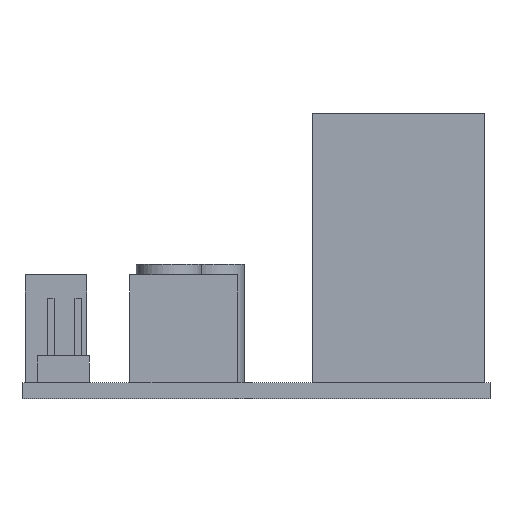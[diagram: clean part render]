
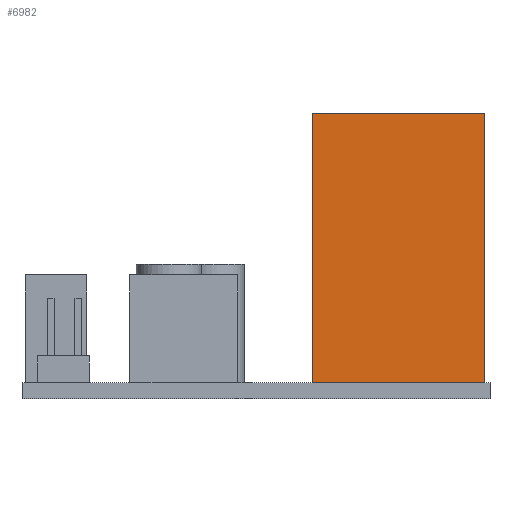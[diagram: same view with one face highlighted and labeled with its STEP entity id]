
A CAD part, front view. The second image highlights one B-rep face of the part: STEP entity #6982.
In plain terms, the highlighted planar face has unit normal (0, -1, 0).
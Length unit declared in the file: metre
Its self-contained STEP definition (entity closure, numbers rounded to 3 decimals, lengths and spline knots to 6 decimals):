
#788 = PLANE('',#789);
#789 = AXIS2_PLACEMENT_3D('',#790,#791,#792);
#790 = CARTESIAN_POINT('',(0.,0.,0.0015));
#791 = DIRECTION('',(0.,0.,1.));
#792 = DIRECTION('',(1.,0.,-0.));
#1204 = PLANE('',#1205);
#1205 = AXIS2_PLACEMENT_3D('',#1206,#1207,#1208);
#1206 = CARTESIAN_POINT('',(0.0339,0.01085,0.0015));
#1207 = DIRECTION('',(0.,0.,1.));
#1208 = DIRECTION('',(1.,0.,-0.));
#1746 = VERTEX_POINT('',#1747);
#1747 = CARTESIAN_POINT('',(0.0429,0.00985,0.0015));
#1768 = EDGE_CURVE('',#1769,#1746,#1771,.T.);
#1769 = VERTEX_POINT('',#1770);
#1770 = CARTESIAN_POINT('',(0.0269,0.00985,0.0015));
#1771 = SURFACE_CURVE('',#1772,(#1776,#1783),.PCURVE_S1.);
#1772 = LINE('',#1773,#1774);
#1773 = CARTESIAN_POINT('',(0.0269,0.00985,0.0015));
#1774 = VECTOR('',#1775,1.);
#1775 = DIRECTION('',(1.,0.,-0.));
#1776 = PCURVE('',#788,#1777);
#1777 = DEFINITIONAL_REPRESENTATION('',(#1778),#1782);
#1778 = LINE('',#1779,#1780);
#1779 = CARTESIAN_POINT('',(0.027,0.01));
#1780 = VECTOR('',#1781,1.);
#1781 = DIRECTION('',(1.,0.));
#1782 = ( GEOMETRIC_REPRESENTATION_CONTEXT(2) 
PARAMETRIC_REPRESENTATION_CONTEXT() REPRESENTATION_CONTEXT('2D SPACE',''
  ) );
#1783 = PCURVE('',#1204,#1784);
#1784 = DEFINITIONAL_REPRESENTATION('',(#1785),#1789);
#1785 = LINE('',#1786,#1787);
#1786 = CARTESIAN_POINT('',(-0.007,-0.001));
#1787 = VECTOR('',#1788,1.);
#1788 = DIRECTION('',(1.,0.));
#1789 = ( GEOMETRIC_REPRESENTATION_CONTEXT(2) 
PARAMETRIC_REPRESENTATION_CONTEXT() REPRESENTATION_CONTEXT('2D SPACE',''
  ) );
#5815 = PLANE('',#5816);
#5816 = AXIS2_PLACEMENT_3D('',#5817,#5818,#5819);
#5817 = CARTESIAN_POINT('',(0.0339,0.01085,0.0265));
#5818 = DIRECTION('',(0.,0.,1.));
#5819 = DIRECTION('',(1.,0.,-0.));
#5857 = PLANE('',#5858);
#5858 = AXIS2_PLACEMENT_3D('',#5859,#5860,#5861);
#5859 = CARTESIAN_POINT('',(0.0269,0.00985,0.0015));
#5860 = DIRECTION('',(1.,0.,-0.));
#5861 = DIRECTION('',(0.,0.,1.));
#5897 = VERTEX_POINT('',#5898);
#5898 = CARTESIAN_POINT('',(0.0269,0.00985,0.0265));
#5919 = EDGE_CURVE('',#5897,#5920,#5922,.T.);
#5920 = VERTEX_POINT('',#5921);
#5921 = CARTESIAN_POINT('',(0.0429,0.00985,0.0265));
#5922 = SURFACE_CURVE('',#5923,(#5927,#5934),.PCURVE_S1.);
#5923 = LINE('',#5924,#5925);
#5924 = CARTESIAN_POINT('',(0.0269,0.00985,0.0265));
#5925 = VECTOR('',#5926,1.);
#5926 = DIRECTION('',(1.,0.,-0.));
#5927 = PCURVE('',#5815,#5928);
#5928 = DEFINITIONAL_REPRESENTATION('',(#5929),#5933);
#5929 = LINE('',#5930,#5931);
#5930 = CARTESIAN_POINT('',(-0.007,-0.001));
#5931 = VECTOR('',#5932,1.);
#5932 = DIRECTION('',(1.,0.));
#5933 = ( GEOMETRIC_REPRESENTATION_CONTEXT(2) 
PARAMETRIC_REPRESENTATION_CONTEXT() REPRESENTATION_CONTEXT('2D SPACE',''
  ) );
#5934 = PCURVE('',#5935,#5940);
#5935 = PLANE('',#5936);
#5936 = AXIS2_PLACEMENT_3D('',#5937,#5938,#5939);
#5937 = CARTESIAN_POINT('',(0.0269,0.00985,0.0015));
#5938 = DIRECTION('',(-0.,1.,0.));
#5939 = DIRECTION('',(0.,0.,1.));
#5940 = DEFINITIONAL_REPRESENTATION('',(#5941),#5945);
#5941 = LINE('',#5942,#5943);
#5942 = CARTESIAN_POINT('',(0.025,0.));
#5943 = VECTOR('',#5944,1.);
#5944 = DIRECTION('',(0.,1.));
#5945 = ( GEOMETRIC_REPRESENTATION_CONTEXT(2) 
PARAMETRIC_REPRESENTATION_CONTEXT() REPRESENTATION_CONTEXT('2D SPACE',''
  ) );
#5963 = PLANE('',#5964);
#5964 = AXIS2_PLACEMENT_3D('',#5965,#5966,#5967);
#5965 = CARTESIAN_POINT('',(0.0429,0.00985,0.0015));
#5966 = DIRECTION('',(1.,0.,-0.));
#5967 = DIRECTION('',(0.,0.,1.));
#6643 = EDGE_CURVE('',#1769,#5897,#6644,.T.);
#6644 = SURFACE_CURVE('',#6645,(#6649,#6656),.PCURVE_S1.);
#6645 = LINE('',#6646,#6647);
#6646 = CARTESIAN_POINT('',(0.0269,0.00985,0.0015));
#6647 = VECTOR('',#6648,1.);
#6648 = DIRECTION('',(0.,0.,1.));
#6649 = PCURVE('',#5857,#6650);
#6650 = DEFINITIONAL_REPRESENTATION('',(#6651),#6655);
#6651 = LINE('',#6652,#6653);
#6652 = CARTESIAN_POINT('',(0.,0.));
#6653 = VECTOR('',#6654,1.);
#6654 = DIRECTION('',(1.,0.));
#6655 = ( GEOMETRIC_REPRESENTATION_CONTEXT(2) 
PARAMETRIC_REPRESENTATION_CONTEXT() REPRESENTATION_CONTEXT('2D SPACE',''
  ) );
#6656 = PCURVE('',#5935,#6657);
#6657 = DEFINITIONAL_REPRESENTATION('',(#6658),#6662);
#6658 = LINE('',#6659,#6660);
#6659 = CARTESIAN_POINT('',(0.,0.));
#6660 = VECTOR('',#6661,1.);
#6661 = DIRECTION('',(1.,0.));
#6662 = ( GEOMETRIC_REPRESENTATION_CONTEXT(2) 
PARAMETRIC_REPRESENTATION_CONTEXT() REPRESENTATION_CONTEXT('2D SPACE',''
  ) );
#6959 = EDGE_CURVE('',#1746,#5920,#6960,.T.);
#6960 = SURFACE_CURVE('',#6961,(#6965,#6972),.PCURVE_S1.);
#6961 = LINE('',#6962,#6963);
#6962 = CARTESIAN_POINT('',(0.0429,0.00985,0.0015));
#6963 = VECTOR('',#6964,1.);
#6964 = DIRECTION('',(0.,0.,1.));
#6965 = PCURVE('',#5963,#6966);
#6966 = DEFINITIONAL_REPRESENTATION('',(#6967),#6971);
#6967 = LINE('',#6968,#6969);
#6968 = CARTESIAN_POINT('',(0.,0.));
#6969 = VECTOR('',#6970,1.);
#6970 = DIRECTION('',(1.,0.));
#6971 = ( GEOMETRIC_REPRESENTATION_CONTEXT(2) 
PARAMETRIC_REPRESENTATION_CONTEXT() REPRESENTATION_CONTEXT('2D SPACE',''
  ) );
#6972 = PCURVE('',#5935,#6973);
#6973 = DEFINITIONAL_REPRESENTATION('',(#6974),#6978);
#6974 = LINE('',#6975,#6976);
#6975 = CARTESIAN_POINT('',(0.,0.016));
#6976 = VECTOR('',#6977,1.);
#6977 = DIRECTION('',(1.,0.));
#6978 = ( GEOMETRIC_REPRESENTATION_CONTEXT(2) 
PARAMETRIC_REPRESENTATION_CONTEXT() REPRESENTATION_CONTEXT('2D SPACE',''
  ) );
#6982 = ADVANCED_FACE('',(#6983),#5935,.F.);
#6983 = FACE_BOUND('',#6984,.F.);
#6984 = EDGE_LOOP('',(#6985,#6986,#6987,#6988));
#6985 = ORIENTED_EDGE('',*,*,#1768,.F.);
#6986 = ORIENTED_EDGE('',*,*,#6643,.T.);
#6987 = ORIENTED_EDGE('',*,*,#5919,.T.);
#6988 = ORIENTED_EDGE('',*,*,#6959,.F.);
